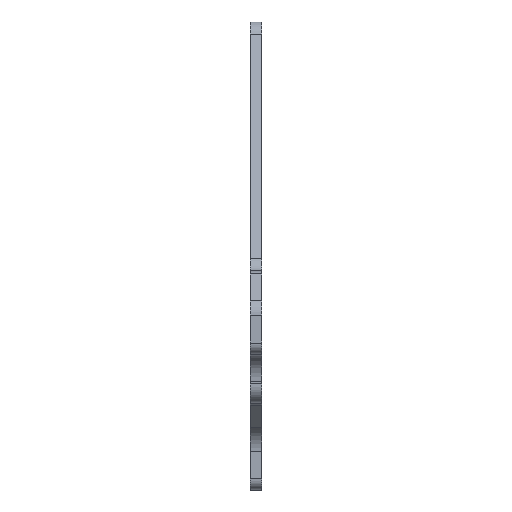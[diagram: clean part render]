
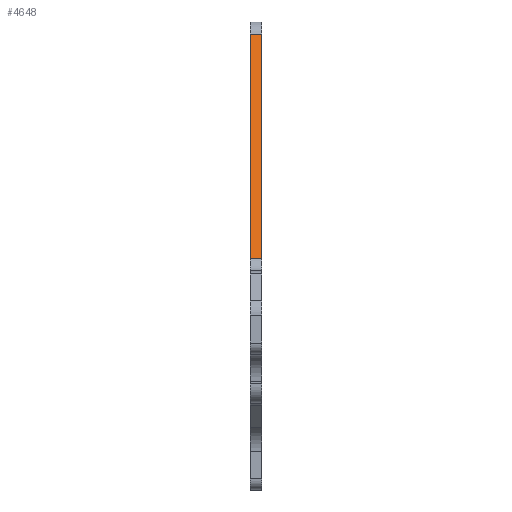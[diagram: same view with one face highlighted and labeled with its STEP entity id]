
A CAD part, top view. The second image highlights one B-rep face of the part: STEP entity #4648.
In plain terms, the highlighted planar face has unit normal (0, 0.301, 0.954).
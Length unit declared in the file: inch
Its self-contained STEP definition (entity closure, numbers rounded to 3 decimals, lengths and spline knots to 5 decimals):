
#56 = DIRECTION ( 'NONE',  ( 1., 0., 0. ) ) ;
#104 = CARTESIAN_POINT ( 'NONE',  ( -0.125, 9.43308, -0.99514 ) ) ;
#176 = DIRECTION ( 'NONE',  ( 0., -0.954, 0.301 ) ) ;
#334 = CARTESIAN_POINT ( 'NONE',  ( 0.125, 4.36185, 0.60381 ) ) ;
#342 = DIRECTION ( 'NONE',  ( 0., -0.954, 0.301 ) ) ;
#554 = VERTEX_POINT ( 'NONE', #5272 ) ;
#598 = ORIENTED_EDGE ( 'NONE', *, *, #5277, .T. ) ;
#669 = DIRECTION ( 'NONE',  ( 0., 0.301, 0.954 ) ) ;
#701 = CARTESIAN_POINT ( 'NONE',  ( -0.125, 4.36185, 0.60381 ) ) ;
#1057 = VECTOR ( 'NONE', #342, 39.37008 ) ;
#1100 = PLANE ( 'NONE',  #2115 ) ;
#1334 = LINE ( 'NONE', #104, #4568 ) ;
#1789 = LINE ( 'NONE', #2277, #3428 ) ;
#2047 = EDGE_CURVE ( 'NONE', #3075, #2660, #2412, .T. ) ;
#2115 = AXIS2_PLACEMENT_3D ( 'NONE', #4748, #669, #2264 ) ;
#2264 = DIRECTION ( 'NONE',  ( 0., -0.954, 0.301 ) ) ;
#2277 = CARTESIAN_POINT ( 'NONE',  ( 0.125, 9.43308, -0.99514 ) ) ;
#2412 = LINE ( 'NONE', #4080, #1057 ) ;
#2660 = VERTEX_POINT ( 'NONE', #4966 ) ;
#2682 = DIRECTION ( 'NONE',  ( 1., 0., 0. ) ) ;
#2719 = ORIENTED_EDGE ( 'NONE', *, *, #3286, .F. ) ;
#2733 = FACE_OUTER_BOUND ( 'NONE', #4944, .T. ) ;
#3075 = VERTEX_POINT ( 'NONE', #3673 ) ;
#3286 = EDGE_CURVE ( 'NONE', #554, #4706, #1789, .T. ) ;
#3428 = VECTOR ( 'NONE', #176, 39.37008 ) ;
#3673 = CARTESIAN_POINT ( 'NONE',  ( -0.125, 9.43308, -0.99514 ) ) ;
#3687 = VECTOR ( 'NONE', #2682, 39.37008 ) ;
#4080 = CARTESIAN_POINT ( 'NONE',  ( -0.125, 9.43308, -0.99514 ) ) ;
#4203 = EDGE_CURVE ( 'NONE', #3075, #554, #1334, .T. ) ;
#4300 = ORIENTED_EDGE ( 'NONE', *, *, #2047, .T. ) ;
#4392 = ORIENTED_EDGE ( 'NONE', *, *, #4203, .F. ) ;
#4568 = VECTOR ( 'NONE', #56, 39.37008 ) ;
#4648 = ADVANCED_FACE ( 'NONE', ( #2733 ), #1100, .T. ) ;
#4706 = VERTEX_POINT ( 'NONE', #334 ) ;
#4748 = CARTESIAN_POINT ( 'NONE',  ( -0.125, 9.43308, -0.99514 ) ) ;
#4862 = LINE ( 'NONE', #701, #3687 ) ;
#4944 = EDGE_LOOP ( 'NONE', ( #598, #2719, #4392, #4300 ) ) ;
#4966 = CARTESIAN_POINT ( 'NONE',  ( -0.125, 4.36185, 0.60381 ) ) ;
#5272 = CARTESIAN_POINT ( 'NONE',  ( 0.125, 9.43308, -0.99514 ) ) ;
#5277 = EDGE_CURVE ( 'NONE', #2660, #4706, #4862, .T. ) ;
